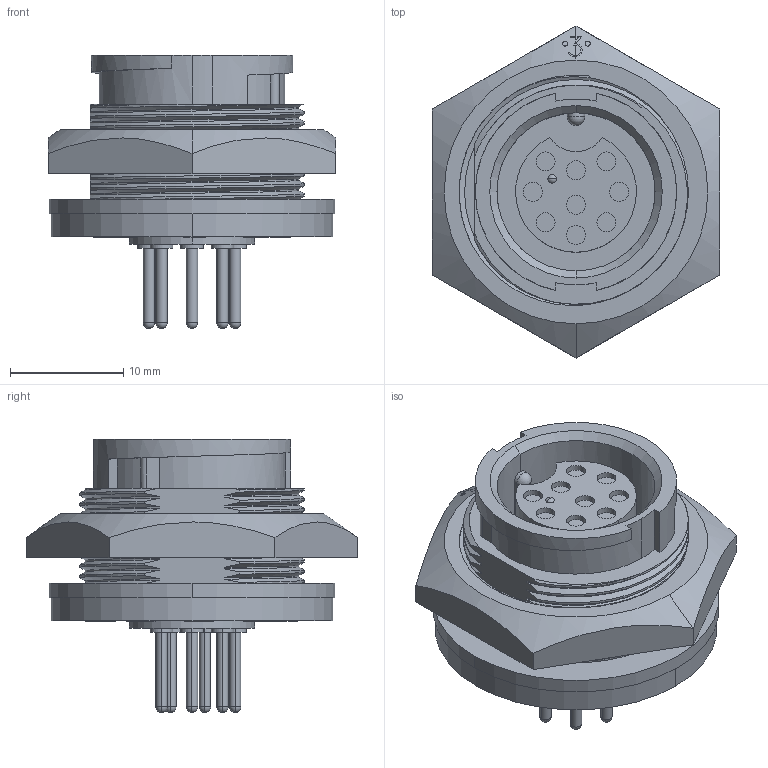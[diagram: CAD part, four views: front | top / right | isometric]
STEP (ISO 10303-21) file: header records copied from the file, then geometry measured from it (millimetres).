
FILE_DESCRIPTION (( 'STEP AP203' ), '1' );
FILE_NAME ('4291-9SG-300.STEP', '2017-02-13T22:05:24', ( '' ), ( '' ), 'SwSTEP 2.0', 'SolidWorks 2014', '' );
FILE_SCHEMA (( 'CONFIG_CONTROL_DESIGN' ));
Length unit declared in the file: millimetre
Products named in the file (1): 4291-9SG-300
Bounding box: 25.4 x 29.33 x 24.13 mm (x, y, z)
Volume: 5303.9 mm3; surface area: 4322.9 mm2
Topology: 2 solids, 2 shells, 446 faces, 1154 edges, 760 vertices
Faces by surface type: plane 179, cylinder 126, bspline 106, torus 18, cone 14, sphere 3
Entity records: 24292 total; most frequent: CARTESIAN_POINT 14368, ORIENTED_EDGE 2304, DIRECTION 1628, EDGE_CURVE 1152, VERTEX_POINT 759, VECTOR 548, LINE 548, AXIS2_PLACEMENT_3D 540
